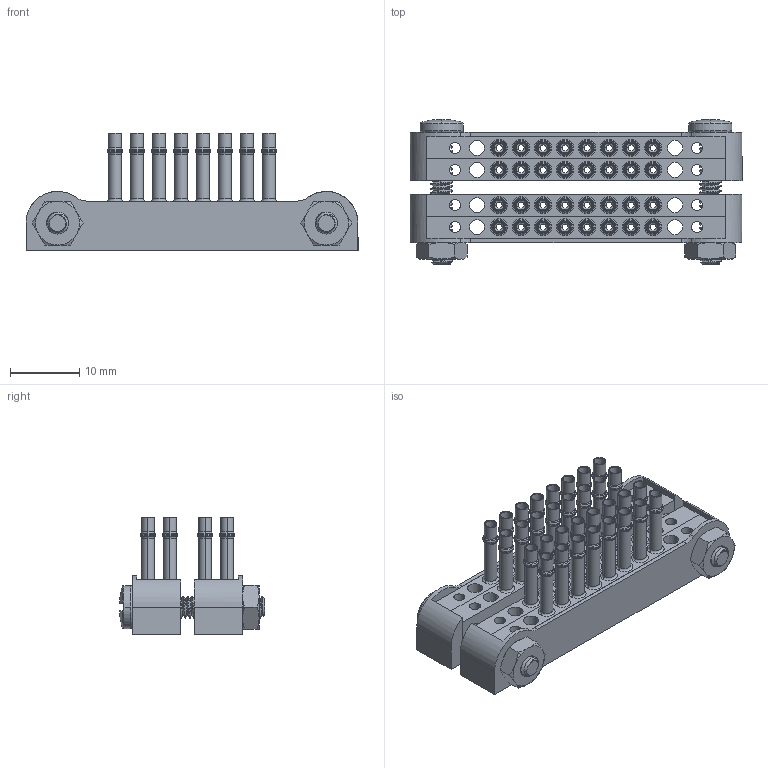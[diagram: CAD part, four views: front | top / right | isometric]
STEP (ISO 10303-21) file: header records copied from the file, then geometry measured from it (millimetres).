
FILE_DESCRIPTION (( 'STEP AP203' ), '1' );
FILE_NAME ('connector_component.stp.STEP', '2024-07-10T15:07:59', ( '' ), ( '' ), 'SwSTEP 2.0', 'SolidWorks 2024', '' );
FILE_SCHEMA (( 'CONFIG_CONTROL_DESIGN' ));
Length unit declared in the file: inch
Products named in the file (8): connector_holder; 91792A131_18-8 Stainless Steel Pan Head Slotted Screws_91792A131; connector_component.stp; pneumatic_connector; o_ring; 90760A130_Steel Narrow Hex Nuts_90760A130; gasket_assembly; gasket_frame
Assembly tree (23 placements, depth 3):
  connector_component.stp
    pneumatic_connector  x4
    gasket_assembly  x4
      gasket_frame
      o_ring
    91792A131_18-8 Stainless Steel Pan Head Slotted Screws_91792A131  x2
    connector_holder  x2
    90760A130_Steel Narrow Hex Nuts_90760A130  x2
Bounding box: 47.9 x 20.94 x 16.94 mm (x, y, z)
Volume: 4496.5 mm3; surface area: 13114.4 mm2
Topology: 46 solids, 46 shells, 1894 faces, 4394 edges, 2626 vertices
Faces by surface type: cylinder 884, torus 712, plane 198, cone 80, bspline 12, sphere 8
Entity records: 19263 total; most frequent: CARTESIAN_POINT 6764, ORIENTED_EDGE 2454, DIRECTION 2383, EDGE_CURVE 1227, AXIS2_PLACEMENT_3D 1017, VERTEX_POINT 757, EDGE_LOOP 564, CIRCLE 505
